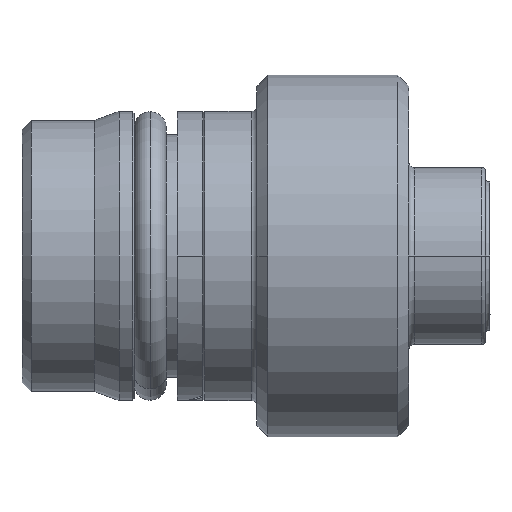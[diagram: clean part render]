
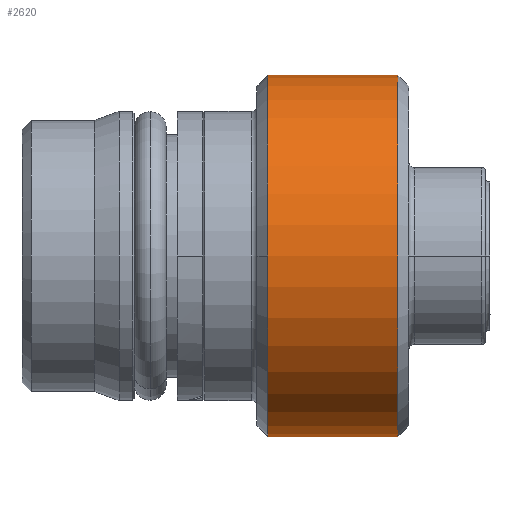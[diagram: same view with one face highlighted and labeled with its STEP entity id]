
A CAD part, front view. The second image highlights one B-rep face of the part: STEP entity #2620.
In plain terms, the highlighted cylindrical face has radius 10 mm (diameter 20 mm), a partial arc.
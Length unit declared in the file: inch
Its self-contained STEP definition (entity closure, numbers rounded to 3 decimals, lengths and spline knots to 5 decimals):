
#2039=CARTESIAN_POINT('',(0.8189,0.,0.));
#2040=DIRECTION('',(1.,0.,0.));
#2041=DIRECTION('',(0.,0.,1.));
#2042=AXIS2_PLACEMENT_3D('',#2039,#2040,#2041);
#2044=DIRECTION('',(1.,0.,0.));
#2045=VECTOR('',#2044,0.28346);
#2046=CARTESIAN_POINT('',(0.53543,0.,-0.3937));
#2047=LINE('',#2046,#2045);
#2048=DIRECTION('',(1.,0.,0.));
#2049=VECTOR('',#2048,0.28346);
#2050=CARTESIAN_POINT('',(0.53543,0.,0.3937));
#2051=LINE('',#2050,#2049);
#2061=CARTESIAN_POINT('',(0.53543,0.,0.));
#2062=DIRECTION('',(-1.,0.,0.));
#2063=DIRECTION('',(0.,-1.,0.));
#2064=AXIS2_PLACEMENT_3D('',#2061,#2062,#2063);
#2090=CARTESIAN_POINT('',(0.53543,0.,0.));
#2091=DIRECTION('',(-1.,0.,0.));
#2092=DIRECTION('',(0.,0.,-1.));
#2093=AXIS2_PLACEMENT_3D('',#2090,#2091,#2092);
#2454=CARTESIAN_POINT('',(0.53543,0.,-0.3937));
#2455=CARTESIAN_POINT('',(0.53543,-0.3937,0.));
#2456=VERTEX_POINT('',#2454);
#2457=VERTEX_POINT('',#2455);
#2458=CARTESIAN_POINT('',(0.8189,0.,0.3937));
#2459=CARTESIAN_POINT('',(0.8189,0.,-0.3937));
#2460=VERTEX_POINT('',#2458);
#2461=VERTEX_POINT('',#2459);
#2462=CARTESIAN_POINT('',(0.53543,0.,0.3937));
#2463=VERTEX_POINT('',#2462);
#2604=CARTESIAN_POINT('',(-0.05098,0.,0.));
#2605=DIRECTION('',(-1.,0.,0.));
#2606=DIRECTION('',(0.,0.,1.));
#2607=AXIS2_PLACEMENT_3D('',#2604,#2605,#2606);
#2608=CYLINDRICAL_SURFACE('',#2607,0.3937);
#2610=ORIENTED_EDGE('',*,*,#2609,.F.);
#2612=ORIENTED_EDGE('',*,*,#2611,.T.);
#2614=ORIENTED_EDGE('',*,*,#2613,.T.);
#2616=ORIENTED_EDGE('',*,*,#2615,.T.);
#2617=ORIENTED_EDGE('',*,*,#2597,.T.);
#2618=EDGE_LOOP('',(#2610,#2612,#2614,#2616,#2617));
#2619=FACE_OUTER_BOUND('',#2618,.F.);
#2043=CIRCLE('',#2042,0.3937);
#2065=CIRCLE('',#2064,0.3937);
#2094=CIRCLE('',#2093,0.3937);
#2597=EDGE_CURVE('',#2460,#2461,#2043,.T.);
#2609=EDGE_CURVE('',#2456,#2461,#2047,.T.);
#2611=EDGE_CURVE('',#2456,#2457,#2094,.T.);
#2613=EDGE_CURVE('',#2457,#2463,#2065,.T.);
#2615=EDGE_CURVE('',#2463,#2460,#2051,.T.);
#2620=ADVANCED_FACE('',(#2619),#2608,.T.);
